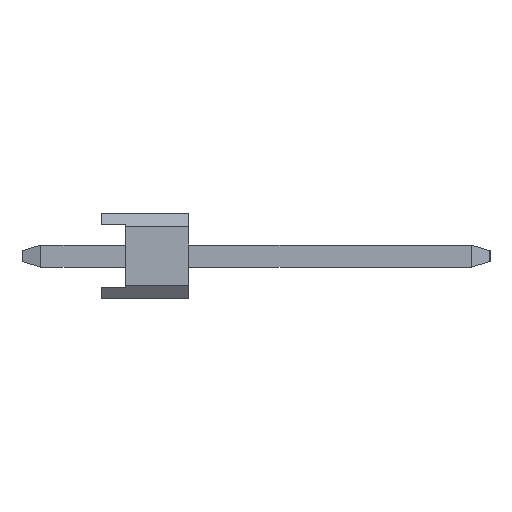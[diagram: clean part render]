
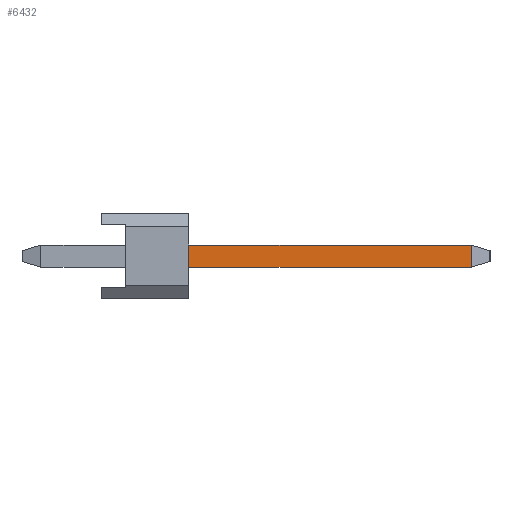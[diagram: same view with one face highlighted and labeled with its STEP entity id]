
A CAD part, left-side view. The second image highlights one B-rep face of the part: STEP entity #6432.
In plain terms, the highlighted planar face has unit normal (-1, 0, 0).
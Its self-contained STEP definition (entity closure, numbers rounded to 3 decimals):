
#2828=EDGE_CURVE('',#7678,#4510,#8375,.T.);
#3402=EDGE_CURVE('',#4510,#5104,#9010,.T.);
#3958=EDGE_CURVE('',#5104,#4546,#9619,.T.);
#4510=VERTEX_POINT('',#10248);
#4546=VERTEX_POINT('',#10286);
#4682=EDGE_CURVE('',#4546,#7678,#10440,.T.);
#5104=VERTEX_POINT('',#10917);
#6432=ADVANCED_FACE('',(#12385),#12386,.T.);
#7678=VERTEX_POINT('',#13740);
#8375=LINE('',#14499,#14500);
#9010=LINE('',#15424,#15425);
#9619=LINE('',#16293,#16294);
#10248=CARTESIAN_POINT('',(-21.91,-2.54,-0.32));
#10286=CARTESIAN_POINT('',(-21.91,-10.744,0.32));
#10440=LINE('',#17448,#17449);
#10917=CARTESIAN_POINT('',(-21.91,-2.54,0.32));
#12385=FACE_OUTER_BOUND('',#20252,.T.);
#12386=PLANE('',#20253);
#13740=CARTESIAN_POINT('',(-21.91,-10.744,-0.32));
#14499=CARTESIAN_POINT('',(-21.91,1.764,-0.32));
#14500=VECTOR('',#23314,1.0);
#15424=CARTESIAN_POINT('',(-21.91,-2.54,0.252));
#15425=VECTOR('',#23963,1.0);
#16293=CARTESIAN_POINT('',(-21.91,-4.49,0.32));
#16294=VECTOR('',#24537,1.0);
#17448=CARTESIAN_POINT('',(-21.91,-10.744,0.5));
#17449=VECTOR('',#25570,1.0);
#20252=EDGE_LOOP('',(#27667,#27668,#27669,#27670));
#20253=AXIS2_PLACEMENT_3D('',#27671,#27672,#27673);
#23314=DIRECTION('',(0.,1.0,0.));
#23963=DIRECTION('',(0.,0.,1.0));
#24537=DIRECTION('',(0.,-1.0,0.));
#25570=DIRECTION('',(0.0,0.,-1.0));
#27667=ORIENTED_EDGE('',*,*,#3402,.F.);
#27668=ORIENTED_EDGE('',*,*,#2828,.F.);
#27669=ORIENTED_EDGE('',*,*,#4682,.F.);
#27670=ORIENTED_EDGE('',*,*,#3958,.F.);
#27671=CARTESIAN_POINT('',(-21.91,1.764,0.5));
#27672=DIRECTION('',(-1.0,0.,0.));
#27673=DIRECTION('',(0.,1.0,0.));
